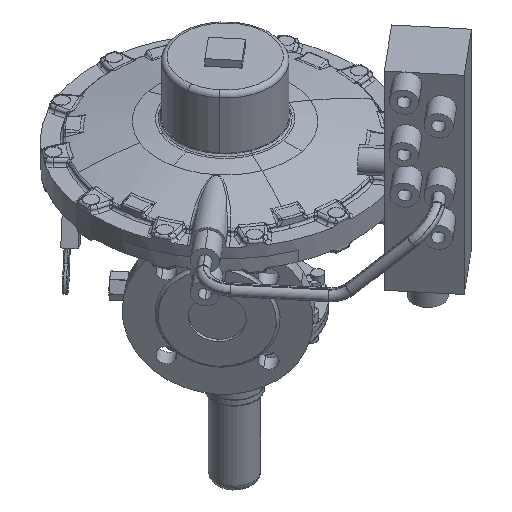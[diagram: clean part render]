
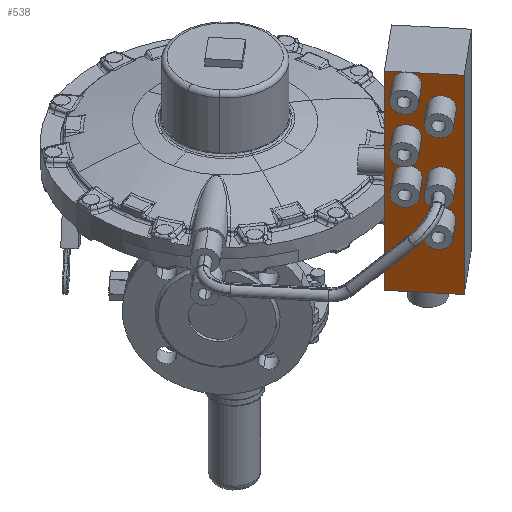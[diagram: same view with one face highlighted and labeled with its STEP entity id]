
A CAD part, isometric view. The second image highlights one B-rep face of the part: STEP entity #538.
In plain terms, the highlighted planar face has unit normal (-0.769, -0.639, 0).
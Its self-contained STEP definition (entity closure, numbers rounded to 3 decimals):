
#417=AXIS2_PLACEMENT_3D('Plane Axis2P3D',#414,#415,#416) ;
#421=AXIS2_PLACEMENT_3D('Circle Axis2P3D',#419,#420,$) ;
#428=AXIS2_PLACEMENT_3D('Circle Axis2P3D',#426,#427,$) ;
#435=AXIS2_PLACEMENT_3D('Circle Axis2P3D',#433,#434,$) ;
#450=AXIS2_PLACEMENT_3D('Circle Axis2P3D',#448,#449,$) ;
#459=AXIS2_PLACEMENT_3D('Circle Axis2P3D',#457,#458,$) ;
#468=AXIS2_PLACEMENT_3D('Circle Axis2P3D',#466,#467,$) ;
#477=AXIS2_PLACEMENT_3D('Circle Axis2P3D',#475,#476,$) ;
#486=AXIS2_PLACEMENT_3D('Circle Axis2P3D',#484,#485,$) ;
#495=AXIS2_PLACEMENT_3D('Circle Axis2P3D',#493,#494,$) ;
#504=AXIS2_PLACEMENT_3D('Circle Axis2P3D',#502,#503,$) ;
#513=AXIS2_PLACEMENT_3D('Circle Axis2P3D',#511,#512,$) ;
#522=AXIS2_PLACEMENT_3D('Circle Axis2P3D',#520,#521,$) ;
#531=AXIS2_PLACEMENT_3D('Circle Axis2P3D',#529,#530,$) ;
#191=CARTESIAN_POINT('Vertex',(19.655,-271.4,331.094)) ;
#198=CARTESIAN_POINT('Vertex',(-24.422,-218.314,331.094)) ;
#201=CARTESIAN_POINT('Line Origine',(-18.997,-224.849,331.094)) ;
#205=CARTESIAN_POINT('Vertex',(-13.571,-231.384,331.094)) ;
#212=CARTESIAN_POINT('Vertex',(-10.361,-235.25,331.094)) ;
#215=CARTESIAN_POINT('Line Origine',(4.647,-253.325,331.094)) ;
#234=CARTESIAN_POINT('Line Origine',(19.655,-271.4,215.594)) ;
#238=CARTESIAN_POINT('Vertex',(19.655,-271.4,100.094)) ;
#258=CARTESIAN_POINT('Line Origine',(-2.384,-244.857,100.094)) ;
#262=CARTESIAN_POINT('Vertex',(-24.422,-218.314,100.094)) ;
#342=CARTESIAN_POINT('Line Origine',(-24.422,-218.314,215.594)) ;
#414=CARTESIAN_POINT('Axis2P3D Location',(19.655,-271.4,100.094)) ;
#419=CARTESIAN_POINT('Axis2P3D Location',(-11.966,-233.317,318.594)) ;
#423=CARTESIAN_POINT('Vertex',(-3.821,-243.126,318.54)) ;
#426=CARTESIAN_POINT('Axis2P3D Location',(-11.966,-233.317,318.594)) ;
#430=CARTESIAN_POINT('Vertex',(-20.11,-223.507,318.647)) ;
#433=CARTESIAN_POINT('Axis2P3D Location',(-11.966,-233.317,318.594)) ;
#448=CARTESIAN_POINT('Axis2P3D Location',(-11.646,-233.701,220.594)) ;
#452=CARTESIAN_POINT('Vertex',(-3.502,-243.511,220.54)) ;
#454=CARTESIAN_POINT('Vertex',(-19.791,-223.892,220.647)) ;
#457=CARTESIAN_POINT('Axis2P3D Location',(-11.646,-233.701,220.594)) ;
#466=CARTESIAN_POINT('Axis2P3D Location',(6.879,-256.013,178.094)) ;
#470=CARTESIAN_POINT('Vertex',(15.023,-265.822,178.04)) ;
#472=CARTESIAN_POINT('Vertex',(-1.266,-246.204,178.147)) ;
#475=CARTESIAN_POINT('Axis2P3D Location',(6.879,-256.013,178.094)) ;
#484=CARTESIAN_POINT('Axis2P3D Location',(7.198,-256.398,220.594)) ;
#488=CARTESIAN_POINT('Vertex',(15.343,-266.207,220.54)) ;
#490=CARTESIAN_POINT('Vertex',(-0.946,-246.588,220.647)) ;
#493=CARTESIAN_POINT('Axis2P3D Location',(7.198,-256.398,220.594)) ;
#502=CARTESIAN_POINT('Axis2P3D Location',(-11.966,-233.317,263.094)) ;
#506=CARTESIAN_POINT('Vertex',(-3.821,-243.126,263.04)) ;
#508=CARTESIAN_POINT('Vertex',(-20.11,-223.507,263.147)) ;
#511=CARTESIAN_POINT('Axis2P3D Location',(-11.966,-233.317,263.094)) ;
#520=CARTESIAN_POINT('Axis2P3D Location',(7.198,-256.398,295.594)) ;
#524=CARTESIAN_POINT('Vertex',(15.343,-266.207,295.54)) ;
#526=CARTESIAN_POINT('Vertex',(-0.946,-246.588,295.647)) ;
#529=CARTESIAN_POINT('Axis2P3D Location',(7.198,-256.398,295.594)) ;
#202=DIRECTION('Vector Direction',(-0.639,0.769,0.)) ;
#216=DIRECTION('Vector Direction',(-0.639,0.769,0.)) ;
#235=DIRECTION('Vector Direction',(0.,0.,1.)) ;
#259=DIRECTION('Vector Direction',(-0.639,0.769,0.)) ;
#343=DIRECTION('Vector Direction',(0.,0.,1.)) ;
#415=DIRECTION('Axis2P3D Direction',(0.769,0.639,0.)) ;
#416=DIRECTION('Axis2P3D XDirection',(-0.639,0.769,0.)) ;
#420=DIRECTION('Axis2P3D Direction',(0.769,0.639,0.)) ;
#427=DIRECTION('Axis2P3D Direction',(0.769,0.639,0.)) ;
#434=DIRECTION('Axis2P3D Direction',(0.769,0.639,0.)) ;
#449=DIRECTION('Axis2P3D Direction',(0.769,0.639,0.)) ;
#458=DIRECTION('Axis2P3D Direction',(0.769,0.639,0.)) ;
#467=DIRECTION('Axis2P3D Direction',(0.769,0.639,0.)) ;
#476=DIRECTION('Axis2P3D Direction',(0.769,0.639,0.)) ;
#485=DIRECTION('Axis2P3D Direction',(0.769,0.639,0.)) ;
#494=DIRECTION('Axis2P3D Direction',(0.769,0.639,0.)) ;
#503=DIRECTION('Axis2P3D Direction',(0.769,0.639,0.)) ;
#512=DIRECTION('Axis2P3D Direction',(0.769,0.639,0.)) ;
#521=DIRECTION('Axis2P3D Direction',(0.769,0.639,0.)) ;
#530=DIRECTION('Axis2P3D Direction',(0.769,0.639,0.)) ;
#203=VECTOR('Line Direction',#202,1.) ;
#217=VECTOR('Line Direction',#216,1.) ;
#236=VECTOR('Line Direction',#235,1.) ;
#260=VECTOR('Line Direction',#259,1.) ;
#344=VECTOR('Line Direction',#343,1.) ;
#439=ORIENTED_EDGE('',*,*,#425,.F.) ;
#440=ORIENTED_EDGE('',*,*,#432,.F.) ;
#441=ORIENTED_EDGE('',*,*,#437,.F.) ;
#442=ORIENTED_EDGE('',*,*,#207,.T.) ;
#443=ORIENTED_EDGE('',*,*,#346,.F.) ;
#444=ORIENTED_EDGE('',*,*,#264,.F.) ;
#445=ORIENTED_EDGE('',*,*,#240,.T.) ;
#446=ORIENTED_EDGE('',*,*,#219,.T.) ;
#463=ORIENTED_EDGE('',*,*,#456,.F.) ;
#464=ORIENTED_EDGE('',*,*,#461,.F.) ;
#481=ORIENTED_EDGE('',*,*,#474,.F.) ;
#482=ORIENTED_EDGE('',*,*,#479,.F.) ;
#499=ORIENTED_EDGE('',*,*,#492,.F.) ;
#500=ORIENTED_EDGE('',*,*,#497,.F.) ;
#517=ORIENTED_EDGE('',*,*,#510,.F.) ;
#518=ORIENTED_EDGE('',*,*,#515,.F.) ;
#535=ORIENTED_EDGE('',*,*,#528,.F.) ;
#536=ORIENTED_EDGE('',*,*,#533,.F.) ;
#465=FACE_BOUND('',#462,.T.) ;
#483=FACE_BOUND('',#480,.T.) ;
#501=FACE_BOUND('',#498,.T.) ;
#519=FACE_BOUND('',#516,.T.) ;
#537=FACE_BOUND('',#534,.T.) ;
#538=ADVANCED_FACE('Hauptk\X2\00F6\X0\rper',(#447,#465,#483,#501,#519,#537),#418,.F.) ;
#422=CIRCLE('generated circle',#421,12.75) ;
#429=CIRCLE('generated circle',#428,12.75) ;
#436=CIRCLE('generated circle',#435,12.75) ;
#451=CIRCLE('generated circle',#450,12.75) ;
#460=CIRCLE('generated circle',#459,12.75) ;
#469=CIRCLE('generated circle',#468,12.75) ;
#478=CIRCLE('generated circle',#477,12.75) ;
#487=CIRCLE('generated circle',#486,12.75) ;
#496=CIRCLE('generated circle',#495,12.75) ;
#505=CIRCLE('generated circle',#504,12.75) ;
#514=CIRCLE('generated circle',#513,12.75) ;
#523=CIRCLE('generated circle',#522,12.75) ;
#532=CIRCLE('generated circle',#531,12.75) ;
#207=EDGE_CURVE('',#206,#199,#204,.T.) ;
#219=EDGE_CURVE('',#192,#213,#218,.T.) ;
#240=EDGE_CURVE('',#239,#192,#237,.T.) ;
#264=EDGE_CURVE('',#239,#263,#261,.T.) ;
#346=EDGE_CURVE('',#263,#199,#345,.T.) ;
#425=EDGE_CURVE('',#424,#213,#422,.F.) ;
#432=EDGE_CURVE('',#431,#424,#429,.F.) ;
#437=EDGE_CURVE('',#206,#431,#436,.F.) ;
#456=EDGE_CURVE('',#453,#455,#451,.F.) ;
#461=EDGE_CURVE('',#455,#453,#460,.F.) ;
#474=EDGE_CURVE('',#471,#473,#469,.F.) ;
#479=EDGE_CURVE('',#473,#471,#478,.F.) ;
#492=EDGE_CURVE('',#489,#491,#487,.F.) ;
#497=EDGE_CURVE('',#491,#489,#496,.F.) ;
#510=EDGE_CURVE('',#507,#509,#505,.F.) ;
#515=EDGE_CURVE('',#509,#507,#514,.F.) ;
#528=EDGE_CURVE('',#525,#527,#523,.F.) ;
#533=EDGE_CURVE('',#527,#525,#532,.F.) ;
#438=EDGE_LOOP('',(#439,#440,#441,#442,#443,#444,#445,#446)) ;
#462=EDGE_LOOP('',(#463,#464)) ;
#480=EDGE_LOOP('',(#481,#482)) ;
#498=EDGE_LOOP('',(#499,#500)) ;
#516=EDGE_LOOP('',(#517,#518)) ;
#534=EDGE_LOOP('',(#535,#536)) ;
#447=FACE_OUTER_BOUND('',#438,.T.) ;
#204=LINE('Line',#201,#203) ;
#218=LINE('Line',#215,#217) ;
#237=LINE('Line',#234,#236) ;
#261=LINE('Line',#258,#260) ;
#345=LINE('Line',#342,#344) ;
#418=PLANE('Plane',#417) ;
#192=VERTEX_POINT('',#191) ;
#199=VERTEX_POINT('',#198) ;
#206=VERTEX_POINT('',#205) ;
#213=VERTEX_POINT('',#212) ;
#239=VERTEX_POINT('',#238) ;
#263=VERTEX_POINT('',#262) ;
#424=VERTEX_POINT('',#423) ;
#431=VERTEX_POINT('',#430) ;
#453=VERTEX_POINT('',#452) ;
#455=VERTEX_POINT('',#454) ;
#471=VERTEX_POINT('',#470) ;
#473=VERTEX_POINT('',#472) ;
#489=VERTEX_POINT('',#488) ;
#491=VERTEX_POINT('',#490) ;
#507=VERTEX_POINT('',#506) ;
#509=VERTEX_POINT('',#508) ;
#525=VERTEX_POINT('',#524) ;
#527=VERTEX_POINT('',#526) ;
